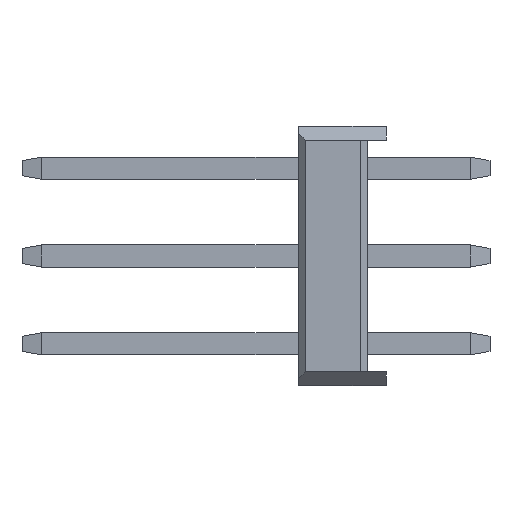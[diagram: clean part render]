
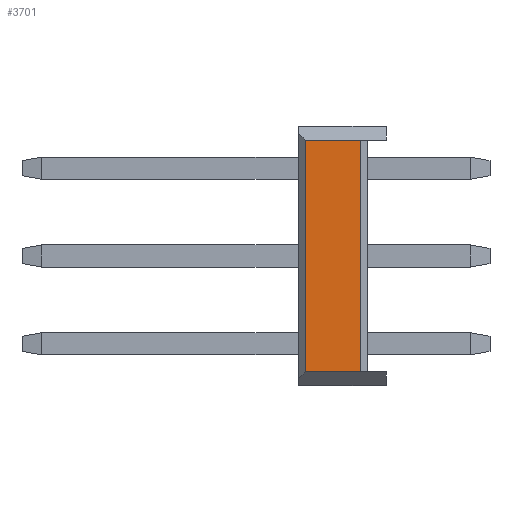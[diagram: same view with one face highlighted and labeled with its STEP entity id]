
A CAD part, left-side view. The second image highlights one B-rep face of the part: STEP entity #3701.
In plain terms, the highlighted planar face has unit normal (-1, 0, 0).
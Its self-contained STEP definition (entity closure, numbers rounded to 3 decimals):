
#201 = DIRECTION ( 'NONE',  ( 0., 0., -1. ) ) ;
#511 = CARTESIAN_POINT ( 'NONE',  ( -1.27, 0.74, 3.35 ) ) ;
#1116 = AXIS2_PLACEMENT_3D ( 'NONE', #5414, #8078, #201 ) ;
#1317 = CARTESIAN_POINT ( 'NONE',  ( -1.27, 2.54, -3.35 ) ) ;
#1433 = DIRECTION ( 'NONE',  ( 0., -1., 0. ) ) ;
#2057 = LINE ( 'NONE', #14673, #9081 ) ;
#2218 = EDGE_CURVE ( 'NONE', #9423, #3032, #3819, .T. ) ;
#2615 = CARTESIAN_POINT ( 'NONE',  ( -1.27, 2.34, 3.35 ) ) ;
#2799 = CARTESIAN_POINT ( 'NONE',  ( -1.27, 0.74, 3.35 ) ) ;
#3032 = VERTEX_POINT ( 'NONE', #7934 ) ;
#3690 = ORIENTED_EDGE ( 'NONE', *, *, #2218, .T. ) ;
#3701 = ADVANCED_FACE ( 'NONE', ( #12044 ), #16079, .F. ) ;
#3819 = LINE ( 'NONE', #1317, #6913 ) ;
#3932 = EDGE_CURVE ( 'NONE', #16647, #9423, #13984, .T. ) ;
#4116 = ORIENTED_EDGE ( 'NONE', *, *, #3932, .T. ) ;
#4583 = CARTESIAN_POINT ( 'NONE',  ( -1.27, 2.34, -3.35 ) ) ;
#5011 = VECTOR ( 'NONE', #13415, 1000. ) ;
#5414 = CARTESIAN_POINT ( 'NONE',  ( -1.27, 2.54, -3.35 ) ) ;
#6092 = EDGE_CURVE ( 'NONE', #16647, #14976, #2057, .T. ) ;
#6886 = VECTOR ( 'NONE', #12515, 1000. ) ;
#6913 = VECTOR ( 'NONE', #15915, 1000. ) ;
#7934 = CARTESIAN_POINT ( 'NONE',  ( -1.27, 0.74, -3.35 ) ) ;
#8078 = DIRECTION ( 'NONE',  ( 1., 0., 0. ) ) ;
#9081 = VECTOR ( 'NONE', #1433, 1000. ) ;
#9423 = VERTEX_POINT ( 'NONE', #11875 ) ;
#10328 = ORIENTED_EDGE ( 'NONE', *, *, #15482, .F. ) ;
#11875 = CARTESIAN_POINT ( 'NONE',  ( -1.27, 2.34, -3.35 ) ) ;
#12044 = FACE_OUTER_BOUND ( 'NONE', #16575, .T. ) ;
#12069 = LINE ( 'NONE', #2799, #5011 ) ;
#12515 = DIRECTION ( 'NONE',  ( 0., 0., -1. ) ) ;
#13415 = DIRECTION ( 'NONE',  ( 0., 0., -1. ) ) ;
#13984 = LINE ( 'NONE', #4583, #6886 ) ;
#14673 = CARTESIAN_POINT ( 'NONE',  ( -1.27, 2.54, 3.35 ) ) ;
#14735 = ORIENTED_EDGE ( 'NONE', *, *, #6092, .F. ) ;
#14976 = VERTEX_POINT ( 'NONE', #511 ) ;
#15482 = EDGE_CURVE ( 'NONE', #14976, #3032, #12069, .T. ) ;
#15915 = DIRECTION ( 'NONE',  ( 0., -1., 0. ) ) ;
#16079 = PLANE ( 'NONE',  #1116 ) ;
#16575 = EDGE_LOOP ( 'NONE', ( #14735, #4116, #3690, #10328 ) ) ;
#16647 = VERTEX_POINT ( 'NONE', #2615 ) ;
